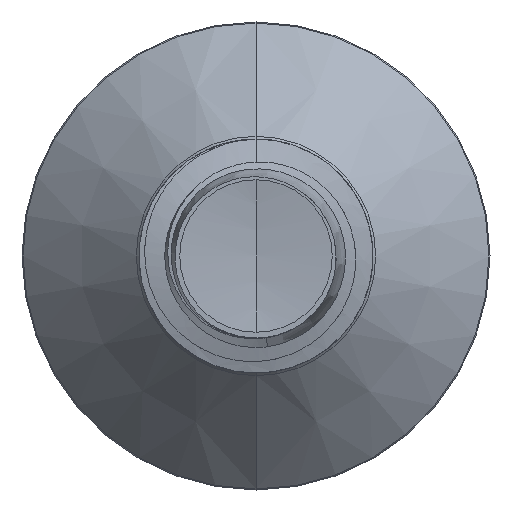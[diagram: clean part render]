
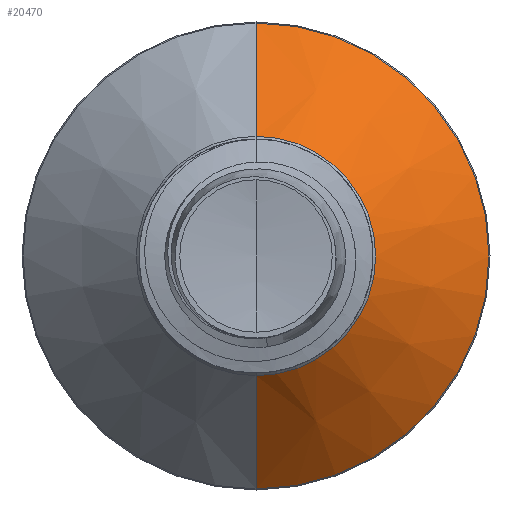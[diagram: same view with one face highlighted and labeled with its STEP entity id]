
A CAD part, front view. The second image highlights one B-rep face of the part: STEP entity #20470.
In plain terms, the highlighted conical face has half-angle 45 degrees and reference radius 2.302 mm.
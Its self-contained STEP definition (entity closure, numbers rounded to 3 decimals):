
#96 = CARTESIAN_POINT ( 'NONE',  ( 0., 9.602, 0. ) ) ;
#827 = AXIS2_PLACEMENT_3D ( 'NONE', #7910, #20856, #9782 ) ;
#1905 = ORIENTED_EDGE ( 'NONE', *, *, #24135, .F. ) ;
#2767 = EDGE_LOOP ( 'NONE', ( #20089, #20695, #1905, #18050 ) ) ;
#3323 = CIRCLE ( 'NONE', #827, 2.302 ) ;
#3686 = DIRECTION ( 'NONE',  ( 0., 0.707, 0.707 ) ) ;
#3925 = VECTOR ( 'NONE', #9265, 1000. ) ;
#4319 = VERTEX_POINT ( 'NONE', #10191 ) ;
#5882 = DIRECTION ( 'NONE',  ( 0., 0., 1. ) ) ;
#7910 = CARTESIAN_POINT ( 'NONE',  ( 0., 9.602, 0. ) ) ;
#9235 = CARTESIAN_POINT ( 'NONE',  ( 0., 9.602, 2.302 ) ) ;
#9265 = DIRECTION ( 'NONE',  ( 0., 0.707, -0.707 ) ) ;
#9594 = DIRECTION ( 'NONE',  ( 0., 1., 0. ) ) ;
#9782 = DIRECTION ( 'NONE',  ( 0., 0., 1. ) ) ;
#10147 = LINE ( 'NONE', #11131, #3925 ) ;
#10191 = CARTESIAN_POINT ( 'NONE',  ( 0., 9.602, -2.302 ) ) ;
#10931 = EDGE_CURVE ( 'NONE', #14226, #23547, #24223, .T. ) ;
#11131 = CARTESIAN_POINT ( 'NONE',  ( 0., 9.602, -2.302 ) ) ;
#11918 = CONICAL_SURFACE ( 'NONE', #21921, 2.302, 0.785 ) ;
#14226 = VERTEX_POINT ( 'NONE', #9235 ) ;
#14583 = CARTESIAN_POINT ( 'NONE',  ( 0., 11.78, 4.48 ) ) ;
#14927 = CARTESIAN_POINT ( 'NONE',  ( 0., 9.602, 2.302 ) ) ;
#14974 = DIRECTION ( 'NONE',  ( 0., 1., 0. ) ) ;
#15110 = AXIS2_PLACEMENT_3D ( 'NONE', #20672, #9594, #22538 ) ;
#16625 = VERTEX_POINT ( 'NONE', #17963 ) ;
#17639 = CIRCLE ( 'NONE', #15110, 4.48 ) ;
#17963 = CARTESIAN_POINT ( 'NONE',  ( 0., 11.78, -4.48 ) ) ;
#17969 = FACE_OUTER_BOUND ( 'NONE', #2767, .T. ) ;
#18050 = ORIENTED_EDGE ( 'NONE', *, *, #10931, .F. ) ;
#19837 = VECTOR ( 'NONE', #3686, 1000. ) ;
#20089 = ORIENTED_EDGE ( 'NONE', *, *, #21615, .T. ) ;
#20470 = ADVANCED_FACE ( 'NONE', ( #17969 ), #11918, .T. ) ;
#20672 = CARTESIAN_POINT ( 'NONE',  ( 0., 11.78, 0. ) ) ;
#20695 = ORIENTED_EDGE ( 'NONE', *, *, #23802, .T. ) ;
#20856 = DIRECTION ( 'NONE',  ( 0., 1., 0. ) ) ;
#21615 = EDGE_CURVE ( 'NONE', #14226, #4319, #3323, .T. ) ;
#21921 = AXIS2_PLACEMENT_3D ( 'NONE', #96, #14974, #5882 ) ;
#22538 = DIRECTION ( 'NONE',  ( 0., 0., 1. ) ) ;
#23547 = VERTEX_POINT ( 'NONE', #14583 ) ;
#23802 = EDGE_CURVE ( 'NONE', #4319, #16625, #10147, .T. ) ;
#24135 = EDGE_CURVE ( 'NONE', #23547, #16625, #17639, .T. ) ;
#24223 = LINE ( 'NONE', #14927, #19837 ) ;
